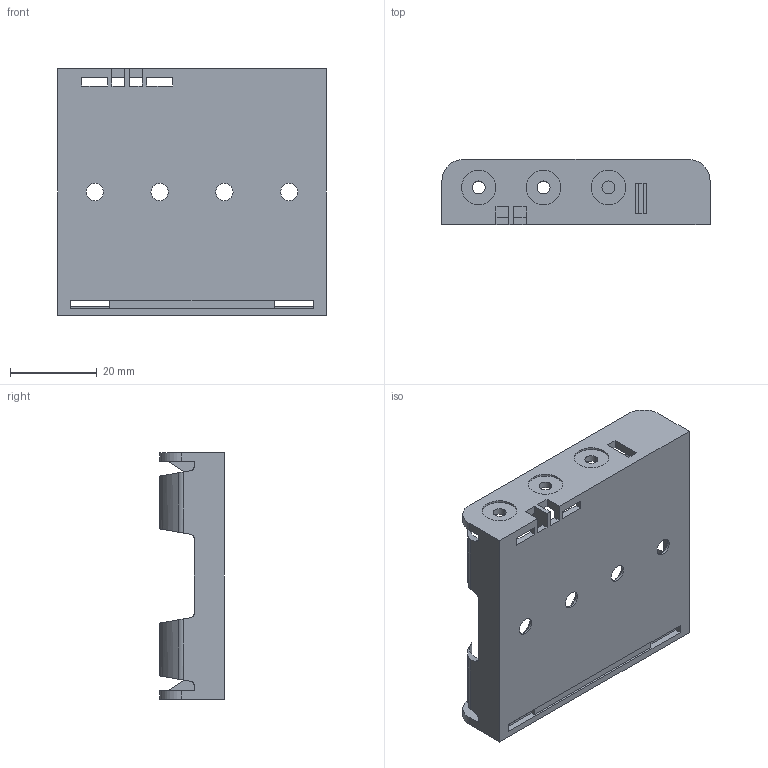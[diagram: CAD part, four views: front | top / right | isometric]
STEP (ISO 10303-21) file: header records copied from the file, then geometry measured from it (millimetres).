
FILE_DESCRIPTION (( 'STEP AP214' ), '1' );
FILE_NAME ('Battery Holder.STEP', '2018-01-19T05:01:17', ( 'Admin' ), ( 'Microsoft' ), 'SwSTEP 2.0', 'SolidWorks 2016', '' );
FILE_SCHEMA (( 'AUTOMOTIVE_DESIGN' ));
Length unit declared in the file: millimetre
Products named in the file (1): Battery Holder
Bounding box: 62 x 15 x 57 mm (x, y, z)
Volume: 10087.2 mm3; surface area: 14539.7 mm2
Topology: 1 solids, 1 shells, 145 faces, 444 edges, 292 vertices
Faces by surface type: plane 81, cylinder 56, cone 8
Entity records: 6647 total; most frequent: CARTESIAN_POINT 954, ORIENTED_EDGE 888, DIRECTION 808, EDGE_CURVE 444, LINE 324, VECTOR 324, VERTEX_POINT 292, AXIS2_PLACEMENT_3D 242
